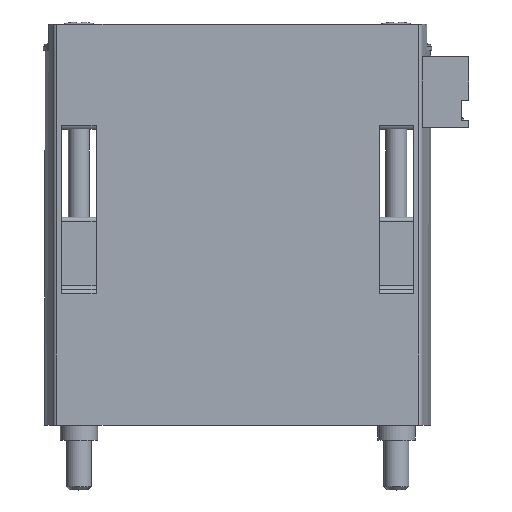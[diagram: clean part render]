
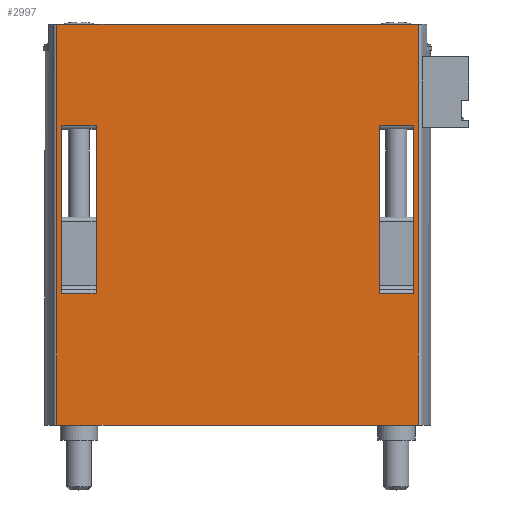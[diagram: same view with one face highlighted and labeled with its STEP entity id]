
A CAD part, top view. The second image highlights one B-rep face of the part: STEP entity #2997.
In plain terms, the highlighted face is planar.
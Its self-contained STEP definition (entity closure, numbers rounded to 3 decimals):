
#348=ORIENTED_EDGE('',*,*,#953,.F.);
#349=ORIENTED_EDGE('',*,*,#954,.T.);
#350=ORIENTED_EDGE('',*,*,#955,.T.);
#351=ORIENTED_EDGE('',*,*,#956,.F.);
#352=ORIENTED_EDGE('',*,*,#957,.F.);
#353=ORIENTED_EDGE('',*,*,#958,.T.);
#354=ORIENTED_EDGE('',*,*,#959,.T.);
#355=ORIENTED_EDGE('',*,*,#960,.F.);
#356=ORIENTED_EDGE('',*,*,#952,.T.);
#357=ORIENTED_EDGE('',*,*,#961,.T.);
#358=ORIENTED_EDGE('',*,*,#936,.F.);
#359=ORIENTED_EDGE('',*,*,#900,.F.);
#900=EDGE_CURVE('',#1209,#1210,#1425,.T.);
#936=EDGE_CURVE('',#1210,#1234,#1453,.T.);
#952=EDGE_CURVE('',#1209,#1245,#1465,.T.);
#953=EDGE_CURVE('',#1246,#1247,#1466,.T.);
#954=EDGE_CURVE('',#1246,#1248,#1467,.T.);
#955=EDGE_CURVE('',#1248,#1249,#1468,.T.);
#956=EDGE_CURVE('',#1247,#1249,#1469,.T.);
#957=EDGE_CURVE('',#1250,#1251,#1470,.T.);
#958=EDGE_CURVE('',#1250,#1252,#1471,.T.);
#959=EDGE_CURVE('',#1252,#1253,#1472,.T.);
#960=EDGE_CURVE('',#1251,#1253,#1473,.T.);
#961=EDGE_CURVE('',#1245,#1234,#1474,.T.);
#1209=VERTEX_POINT('',#4188);
#1210=VERTEX_POINT('',#4190);
#1234=VERTEX_POINT('',#4261);
#1245=VERTEX_POINT('',#4291);
#1246=VERTEX_POINT('',#4295);
#1247=VERTEX_POINT('',#4296);
#1248=VERTEX_POINT('',#4298);
#1249=VERTEX_POINT('',#4300);
#1250=VERTEX_POINT('',#4303);
#1251=VERTEX_POINT('',#4304);
#1252=VERTEX_POINT('',#4306);
#1253=VERTEX_POINT('',#4308);
#1425=LINE('',#4189,#1636);
#1453=LINE('',#4260,#1664);
#1465=LINE('',#4292,#1676);
#1466=LINE('',#4294,#1677);
#1467=LINE('',#4297,#1678);
#1468=LINE('',#4299,#1679);
#1469=LINE('',#4301,#1680);
#1470=LINE('',#4302,#1681);
#1471=LINE('',#4305,#1682);
#1472=LINE('',#4307,#1683);
#1473=LINE('',#4309,#1684);
#1474=LINE('',#4310,#1685);
#1636=VECTOR('',#3460,1000.);
#1664=VECTOR('',#3526,1000.);
#1676=VECTOR('',#3554,1000.);
#1677=VECTOR('',#3557,1000.);
#1678=VECTOR('',#3558,1000.);
#1679=VECTOR('',#3559,1000.);
#1680=VECTOR('',#3560,1000.);
#1681=VECTOR('',#3561,1000.);
#1682=VECTOR('',#3562,1000.);
#1683=VECTOR('',#3563,1000.);
#1684=VECTOR('',#3564,1000.);
#1685=VECTOR('',#3565,1000.);
#1830=EDGE_LOOP('',(#348,#349,#350,#351));
#1831=EDGE_LOOP('',(#352,#353,#354,#355));
#1832=EDGE_LOOP('',(#356,#357,#358,#359));
#2003=FACE_BOUND('',#1830,.T.);
#2004=FACE_BOUND('',#1831,.T.);
#2005=FACE_BOUND('',#1832,.T.);
#2166=PLANE('',#3173);
#2997=ADVANCED_FACE('',(#2003,#2004,#2005),#2166,.F.);
#3173=AXIS2_PLACEMENT_3D('',#4293,#3555,#3556);
#3460=DIRECTION('',(-1.,0.,0.));
#3526=DIRECTION('',(0.,-1.,0.));
#3554=DIRECTION('',(0.,-1.,0.));
#3555=DIRECTION('',(0.,0.,1.));
#3556=DIRECTION('',(1.,0.,0.));
#3557=DIRECTION('',(-1.,0.,0.));
#3558=DIRECTION('',(0.,1.,0.));
#3559=DIRECTION('',(-1.,0.,0.));
#3560=DIRECTION('',(0.,1.,0.));
#3561=DIRECTION('',(-1.,0.,0.));
#3562=DIRECTION('',(0.,1.,0.));
#3563=DIRECTION('',(-1.,0.,0.));
#3564=DIRECTION('',(0.,1.,0.));
#3565=DIRECTION('',(-1.,0.,0.));
#4188=CARTESIAN_POINT('',(14.514,24.4,-4.5));
#4189=CARTESIAN_POINT('',(14.514,24.4,-4.5));
#4190=CARTESIAN_POINT('',(-14.514,24.4,-4.5));
#4260=CARTESIAN_POINT('',(-14.514,24.4,-4.5));
#4261=CARTESIAN_POINT('',(-14.514,-7.8,-4.5));
#4291=CARTESIAN_POINT('',(14.514,-7.8,-4.5));
#4292=CARTESIAN_POINT('',(14.514,24.4,-4.5));
#4293=CARTESIAN_POINT('',(14.514,24.4,-4.5));
#4294=CARTESIAN_POINT('',(14.125,2.8,-4.5));
#4295=CARTESIAN_POINT('',(14.125,2.8,-4.5));
#4296=CARTESIAN_POINT('',(11.375,2.8,-4.5));
#4297=CARTESIAN_POINT('',(14.125,2.8,-4.5));
#4298=CARTESIAN_POINT('',(14.125,16.3,-4.5));
#4299=CARTESIAN_POINT('',(14.125,16.3,-4.5));
#4300=CARTESIAN_POINT('',(11.375,16.3,-4.5));
#4301=CARTESIAN_POINT('',(11.375,2.8,-4.5));
#4302=CARTESIAN_POINT('',(-11.375,2.8,-4.5));
#4303=CARTESIAN_POINT('',(-11.375,2.8,-4.5));
#4304=CARTESIAN_POINT('',(-14.125,2.8,-4.5));
#4305=CARTESIAN_POINT('',(-11.375,2.8,-4.5));
#4306=CARTESIAN_POINT('',(-11.375,16.3,-4.5));
#4307=CARTESIAN_POINT('',(-11.375,16.3,-4.5));
#4308=CARTESIAN_POINT('',(-14.125,16.3,-4.5));
#4309=CARTESIAN_POINT('',(-14.125,2.8,-4.5));
#4310=CARTESIAN_POINT('',(14.514,-7.8,-4.5));
